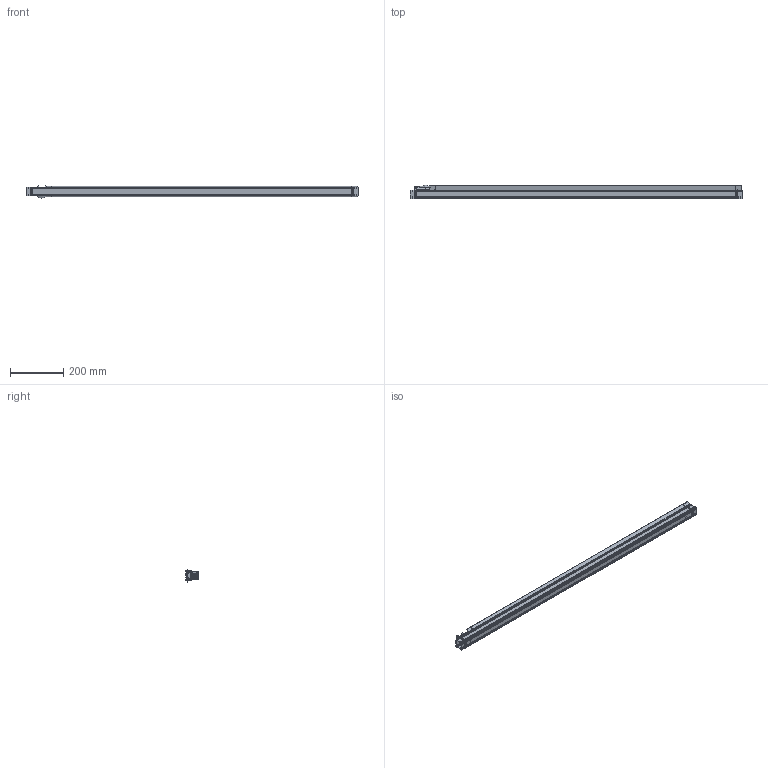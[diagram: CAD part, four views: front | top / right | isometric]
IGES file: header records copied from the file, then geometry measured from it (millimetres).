
Start section:  PTC IGES file: 194687.igs
Global section: file name: 194687.igs; native system: Creo Parametric by Parametric Technology Corporation; preprocessor: 2016010; author: pdmadmin; organization: Unknown; date: 20160419.133352; units: millimetre
Bounding box: 1250.08 x 51.11 x 45.91 mm (x, y, z)
Volume: 474494.2 mm3; surface area: 3335912.1 mm2
Topology: 18 solids, 80 shells, 3473 faces, 19158 edges, 24890 vertices
Faces by surface type: revolution 1776, bspline 1697
